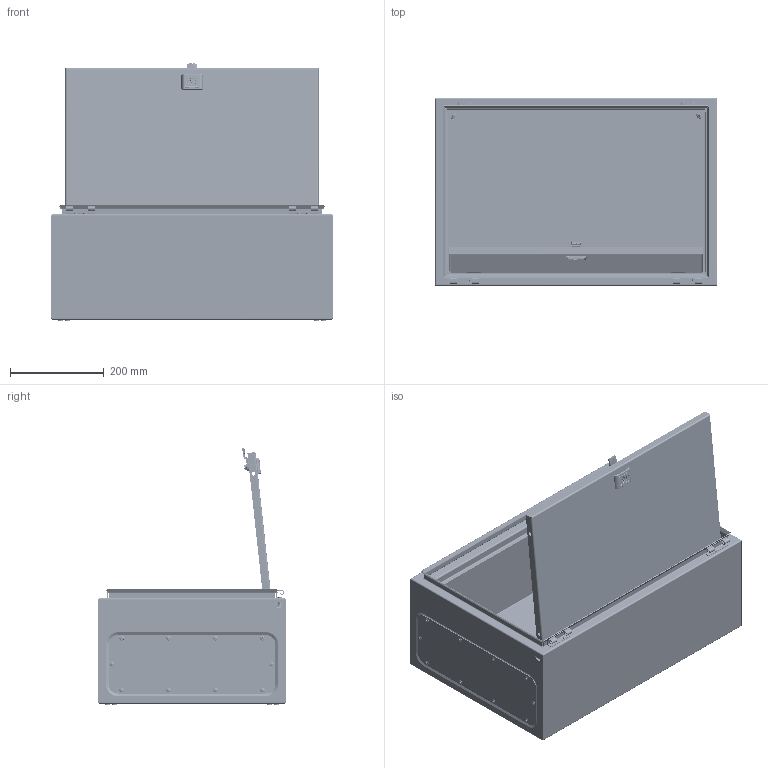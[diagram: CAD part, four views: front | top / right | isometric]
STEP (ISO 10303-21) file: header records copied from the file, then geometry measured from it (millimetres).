
FILE_DESCRIPTION (( 'STEP AP203' ), '1' );
FILE_NAME ('R5IE64.step', '2011-10-28T12:36:56', ( 'User' ), ( 'DKC' ), 'SwSTEP 2.0', 'SolidWorks 2011', '' );
FILE_SCHEMA (( 'CONFIG_CONTROL_DESIGN' ));
Products named in the file (36): R5IE64; Screw M6x12_DIN 6921 - M6 x 12 x 12-S; Dado gabbia 11x11 M6; dado quadrato 11x11 M6_Default; gabbia M6_Default; Capscrew with recessed hexahedron M6 x 10_ISO 4762 M6 x 10 --- 10S; Montante sinistro porta interna cassa CE_600; Ïåòëÿ âíóòðåííåé äâåðè1; axis_Default; ïåòëÿ öåíòð; ïåòëÿ; MOLLA AC00C344_AC00C344; Handle for sectional internal door; AC00C348; Hex Flange Bolt M6x10_ISO 4162 - M6 x 12 x 12-S; Linguetta per porte interne AC00C537 accord to example; Inserto a doppio pettine AC00C343_AC00C343; BASETTA ESTERNA PER BOX AC00C503_AC00C503; Traversino porta interna cassa CE_400; Montante destro porta interna cassa CE_600; Porta interna cassa CE 11111_600x400; Frames CE assemble 11111_600x400x250 R5CE0649 ; end-cap; land; Tapping screw 4.8x9.5 AC00C352_AC00C352; End-cup AC00C383_Default; Tapping screw 4.2x16_Tapping screw 4.2x16; Blocchetto fissaggio cerniera AC00C354_AC00C354; CERNIERA AC00C399_Default; Flange nut M6_ISO 7044-M6-S; Perno M6 AC00C145_1; Sealant AC00C355; End-cup AC00C317_Default; Flanges CE_327x97; Sealants of flange_327x97; Frames CE 11111_600x400x250
Assembly tree (85 placements, depth 3):
  R5IE64
    Dado gabbia 11x11 M6  x4
      dado quadrato 11x11 M6_Default
      gabbia M6_Default
    Ïåòëÿ âíóòðåííåé äâåðè1  x2
      ïåòëÿ öåíòð
      axis_Default
      ïåòëÿ
    Traversino porta interna cassa CE_400  x2
    Handle for sectional internal door
      Hex Flange Bolt M6x10_ISO 4162 - M6 x 12 x 12-S
      AC00C348
      BASETTA ESTERNA PER BOX AC00C503_AC00C503
      Inserto a doppio pettine AC00C343_AC00C343
      Linguetta per porte interne AC00C537 accord to example
    Capscrew with recessed hexahedron M6 x 10_ISO 4762 M6 x 10 --- 10S  x2
    land  x2
    Screw M6x12_DIN 6921 - M6 x 12 x 12-S  x4
    Porta interna cassa CE 11111_600x400
    Montante sinistro porta interna cassa CE_600
    Montante destro porta interna cassa CE_600
    Flange nut M6_ISO 7044-M6-S  x4
    MOLLA AC00C344_AC00C344
    end-cap  x2
    Frames CE assemble 11111_600x400x250 R5CE0649 
      end-cap  x2
      Tapping screw 4.2x16_Tapping screw 4.2x16  x4
      CERNIERA AC00C399_Default  x2
      Flange nut M6_ISO 7044-M6-S  x4
      land  x4
      Tapping screw 4.8x9.5 AC00C352_AC00C352  x12
      End-cup AC00C383_Default  x2
      Sealant AC00C355  x4
      Flanges CE_327x97
      Blocchetto fissaggio cerniera AC00C354_AC00C354  x2
      End-cup AC00C317_Default  x4
      Perno M6 AC00C145_1  x4
      Sealants of flange_327x97
      Frames CE 11111_600x400x250
Bounding box: 600.13 x 400 x 547.62 mm (x, y, z)
Volume: 1769792.3 mm3; surface area: 2364247.5 mm2
Topology: 92 solids, 92 shells, 7242 faces, 18538 edges, 11556 vertices
Faces by surface type: bspline 2052, cylinder 1784, plane 1759, cone 1481, torus 138, sphere 28
Entity records: 154560 total; most frequent: CARTESIAN_POINT 94001, ORIENTED_EDGE 12348, DIRECTION 10484, EDGE_CURVE 6174, VERTEX_POINT 3850, AXIS2_PLACEMENT_3D 3786, LINE 2912, VECTOR 2912
